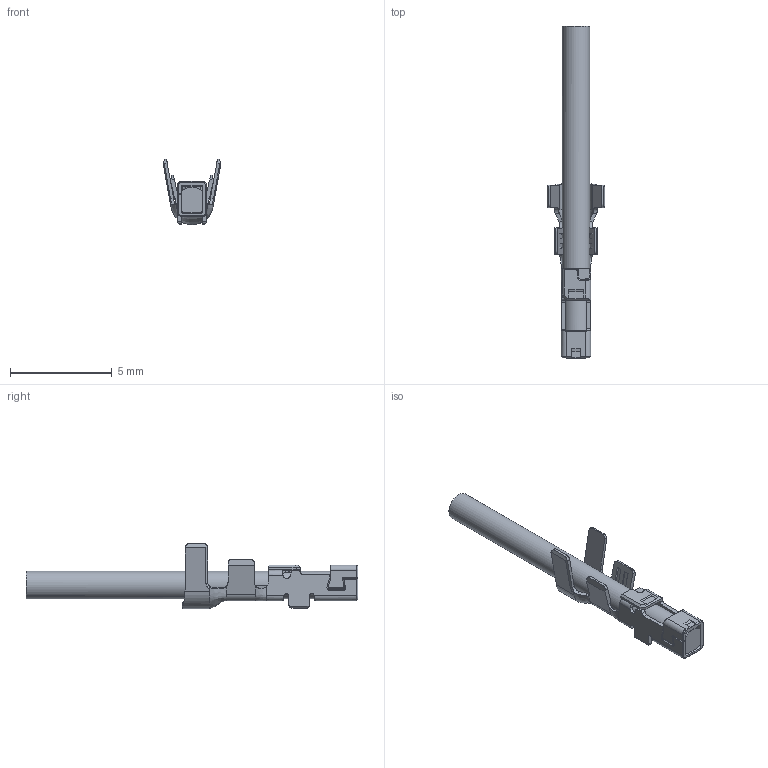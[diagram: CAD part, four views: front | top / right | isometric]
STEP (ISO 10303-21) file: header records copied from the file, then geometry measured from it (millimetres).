
FILE_DESCRIPTION( ('This file contains a STEP AP42 implementation' ,'as created by ZW3D STEP Interface translator.') ,'2;1' );
FILE_NAME( 'WD3500-3TP18S401001.stp' ,'2312 5.173812', (''), ('ZWCAD Software Co.'), 'Version 1.0', 'ZW3D to STEP translator', '' );
FILE_SCHEMA(('AUTOMOTIVE_DESIGN { 1 0 10303 214 1 1 1 1 }'));
Length unit declared in the file: millimetre
Products named in the file (2): 0; WD3500-3TP18S401001
Bounding box: 2.84 x 16.35 x 3.23 mm (x, y, z)
Volume: 30 mm3; surface area: 131.3 mm2
Topology: 1 solids, 1 shells, 329 faces, 957 edges, 624 vertices
Faces by surface type: plane 197, bspline 58, cylinder 58, cone 16
Full cylindrical faces by diameter (mm): 1.362 x1
Entity records: 12696 total; most frequent: CARTESIAN_POINT 4008, ORIENTED_EDGE 1918, DIRECTION 1503, EDGE_CURVE 956, VERTEX_POINT 623, VECTOR 583, LINE 583, AXIS2_PLACEMENT_3D 460
